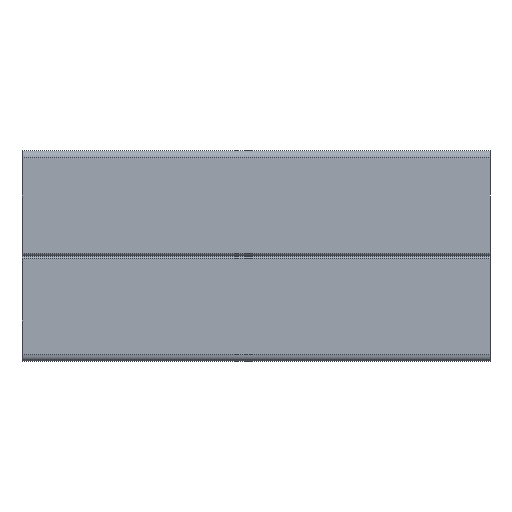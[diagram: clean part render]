
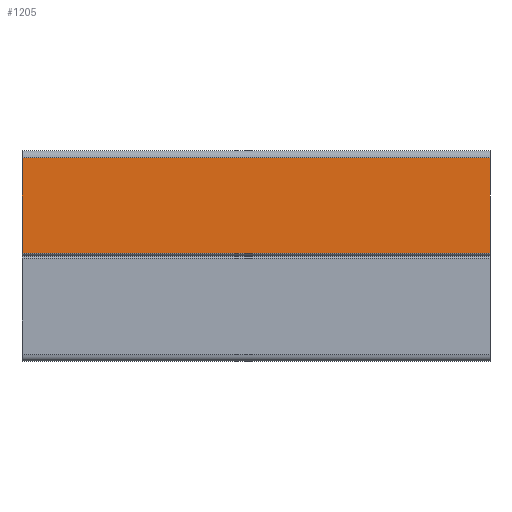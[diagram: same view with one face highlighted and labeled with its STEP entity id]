
A CAD part, top view. The second image highlights one B-rep face of the part: STEP entity #1205.
In plain terms, the highlighted planar face has unit normal (0, 0, 1).
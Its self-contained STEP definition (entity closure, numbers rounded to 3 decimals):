
#24 = EDGE_CURVE ( 'NONE', #1818, #1945, #1622, .T. ) ;
#115 = CARTESIAN_POINT ( 'NONE',  ( 59.184, 75.898, 0. ) ) ;
#238 = EDGE_CURVE ( 'NONE', #1818, #3331, #996, .T. ) ;
#246 = DIRECTION ( 'NONE',  ( -1., 0., 0. ) ) ;
#587 = ORIENTED_EDGE ( 'NONE', *, *, #1732, .T. ) ;
#652 = DIRECTION ( 'NONE',  ( 0., -1., 0. ) ) ;
#794 = DIRECTION ( 'NONE',  ( -1., 0., 0. ) ) ;
#881 = ORIENTED_EDGE ( 'NONE', *, *, #2455, .F. ) ;
#996 = LINE ( 'NONE', #3166, #1215 ) ;
#1014 = CARTESIAN_POINT ( 'NONE',  ( -40.816, 75.898, 0. ) ) ;
#1205 = ADVANCED_FACE ( 'NONE', ( #1792 ), #3718, .F. ) ;
#1215 = VECTOR ( 'NONE', #1446, 1000. ) ;
#1223 = VERTEX_POINT ( 'NONE', #1725 ) ;
#1230 = DIRECTION ( 'NONE',  ( -1., 0., 0. ) ) ;
#1326 = EDGE_LOOP ( 'NONE', ( #587, #881, #3471, #1830 ) ) ;
#1446 = DIRECTION ( 'NONE',  ( 0., -1., 0. ) ) ;
#1482 = AXIS2_PLACEMENT_3D ( 'NONE', #2245, #2858, #246 ) ;
#1525 = VECTOR ( 'NONE', #794, 1000. ) ;
#1622 = LINE ( 'NONE', #1691, #1525 ) ;
#1691 = CARTESIAN_POINT ( 'NONE',  ( 59.184, 75.898, 0. ) ) ;
#1725 = CARTESIAN_POINT ( 'NONE',  ( -40.816, 55.439, 0. ) ) ;
#1732 = EDGE_CURVE ( 'NONE', #1945, #1223, #2785, .T. ) ;
#1792 = FACE_OUTER_BOUND ( 'NONE', #1326, .T. ) ;
#1818 = VERTEX_POINT ( 'NONE', #115 ) ;
#1830 = ORIENTED_EDGE ( 'NONE', *, *, #24, .T. ) ;
#1945 = VERTEX_POINT ( 'NONE', #1014 ) ;
#2094 = CARTESIAN_POINT ( 'NONE',  ( -40.816, 75.898, 0. ) ) ;
#2245 = CARTESIAN_POINT ( 'NONE',  ( 59.184, 75.898, 0. ) ) ;
#2455 = EDGE_CURVE ( 'NONE', #3331, #1223, #3052, .T. ) ;
#2785 = LINE ( 'NONE', #2094, #3007 ) ;
#2858 = DIRECTION ( 'NONE',  ( 0., 0., -1. ) ) ;
#3007 = VECTOR ( 'NONE', #652, 1000. ) ;
#3052 = LINE ( 'NONE', #3229, #3371 ) ;
#3127 = CARTESIAN_POINT ( 'NONE',  ( 59.184, 55.439, 0. ) ) ;
#3166 = CARTESIAN_POINT ( 'NONE',  ( 59.184, 75.898, 0. ) ) ;
#3229 = CARTESIAN_POINT ( 'NONE',  ( 59.184, 55.439, 0. ) ) ;
#3331 = VERTEX_POINT ( 'NONE', #3127 ) ;
#3371 = VECTOR ( 'NONE', #1230, 1000. ) ;
#3471 = ORIENTED_EDGE ( 'NONE', *, *, #238, .F. ) ;
#3718 = PLANE ( 'NONE',  #1482 ) ;
